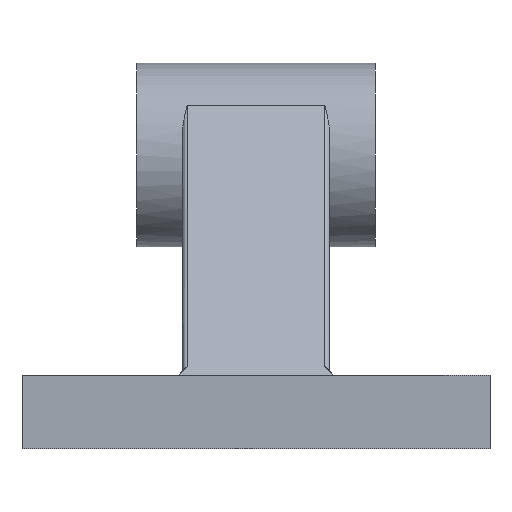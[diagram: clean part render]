
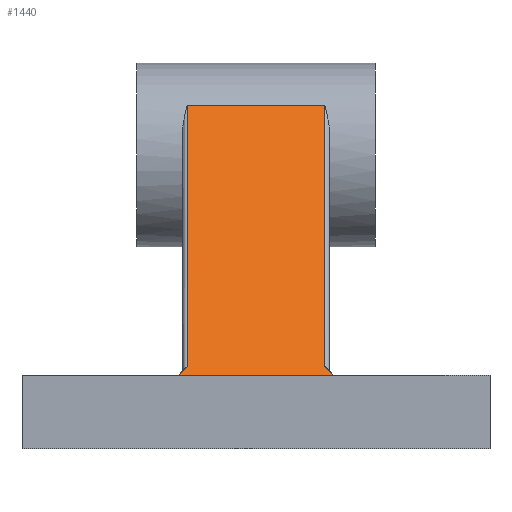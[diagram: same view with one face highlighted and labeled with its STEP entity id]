
A CAD part, left-side view. The second image highlights one B-rep face of the part: STEP entity #1440.
In plain terms, the highlighted planar face has unit normal (-0.839, 0, 0.544).
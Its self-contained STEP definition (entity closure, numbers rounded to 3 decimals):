
#15 = EDGE_CURVE ( 'NONE', #1022, #1380, #656, .T. ) ;
#35 = AXIS2_PLACEMENT_3D ( 'NONE', #829, #1292, #1207 ) ;
#44 = EDGE_CURVE ( 'NONE', #1022, #1322, #328, .T. ) ;
#66 = EDGE_CURVE ( 'NONE', #1253, #1380, #346, .T. ) ;
#74 = EDGE_CURVE ( 'NONE', #1018, #1071, #627, .T. ) ;
#123 = EDGE_CURVE ( 'NONE', #1322, #1018, #369, .T. ) ;
#141 = EDGE_CURVE ( 'NONE', #1071, #1253, #388, .T. ) ;
#296 = FACE_OUTER_BOUND ( 'NONE', #1512, .T. ) ;
#323 = VECTOR ( 'NONE', #950, 1000. ) ;
#328 = LINE ( 'NONE', #837, #330 ) ;
#330 = VECTOR ( 'NONE', #877, 1000. ) ;
#346 = LINE ( 'NONE', #954, #361 ) ;
#361 = VECTOR ( 'NONE', #814, 1000. ) ;
#369 = LINE ( 'NONE', #1317, #370 ) ;
#370 = VECTOR ( 'NONE', #1361, 1000. ) ;
#388 = LINE ( 'NONE', #1141, #390 ) ;
#390 = VECTOR ( 'NONE', #1147, 1000. ) ;
#512 = ORIENTED_EDGE ( 'NONE', *, *, #44, .T. ) ;
#514 = ORIENTED_EDGE ( 'NONE', *, *, #15, .F. ) ;
#515 = ORIENTED_EDGE ( 'NONE', *, *, #66, .T. ) ;
#518 = ORIENTED_EDGE ( 'NONE', *, *, #141, .T. ) ;
#534 = VECTOR ( 'NONE', #885, 1000. ) ;
#627 = LINE ( 'NONE', #1081, #323 ) ;
#656 = LINE ( 'NONE', #983, #534 ) ;
#690 = ORIENTED_EDGE ( 'NONE', *, *, #74, .T. ) ;
#693 = ORIENTED_EDGE ( 'NONE', *, *, #123, .T. ) ;
#814 = DIRECTION ( 'NONE',  ( 0.544, 0., 0.839 ) ) ;
#829 = CARTESIAN_POINT ( 'NONE',  ( 1.382, 33.5, 10.129 ) ) ;
#837 = CARTESIAN_POINT ( 'NONE',  ( 0.325, 33., 8.5 ) ) ;
#877 = DIRECTION ( 'NONE',  ( -0.544, 0., -0.839 ) ) ;
#885 = DIRECTION ( 'NONE',  ( 0., -1., 0. ) ) ;
#950 = DIRECTION ( 'NONE',  ( 0., -1., 0. ) ) ;
#954 = CARTESIAN_POINT ( 'NONE',  ( 1.382, 18., 10.129 ) ) ;
#983 = CARTESIAN_POINT ( 'NONE',  ( 19.112, 33.5, 37.445 ) ) ;
#1012 = CARTESIAN_POINT ( 'NONE',  ( 19.112, 18., 37.445 ) ) ;
#1018 = VERTEX_POINT ( 'NONE', #1408 ) ;
#1022 = VERTEX_POINT ( 'NONE', #1094 ) ;
#1071 = VERTEX_POINT ( 'NONE', #1166 ) ;
#1081 = CARTESIAN_POINT ( 'NONE',  ( 0., 33.5, 8. ) ) ;
#1094 = CARTESIAN_POINT ( 'NONE',  ( 19.112, 33., 37.445 ) ) ;
#1123 = CARTESIAN_POINT ( 'NONE',  ( 0.649, 18., 9. ) ) ;
#1141 = CARTESIAN_POINT ( 'NONE',  ( 5.234, 25.064, 16.064 ) ) ;
#1147 = DIRECTION ( 'NONE',  ( 0.417, 0.643, 0.643 ) ) ;
#1166 = CARTESIAN_POINT ( 'NONE',  ( 0., 17., 8. ) ) ;
#1199 = CARTESIAN_POINT ( 'NONE',  ( 0.649, 33., 9. ) ) ;
#1207 = DIRECTION ( 'NONE',  ( -0.544, 0., -0.839 ) ) ;
#1253 = VERTEX_POINT ( 'NONE', #1123 ) ;
#1292 = DIRECTION ( 'NONE',  ( 0.839, 0., -0.544 ) ) ;
#1317 = CARTESIAN_POINT ( 'NONE',  ( 0.945, 32.544, 9.456 ) ) ;
#1322 = VERTEX_POINT ( 'NONE', #1199 ) ;
#1351 = PLANE ( 'NONE',  #35 ) ;
#1361 = DIRECTION ( 'NONE',  ( -0.417, 0.643, -0.643 ) ) ;
#1380 = VERTEX_POINT ( 'NONE', #1012 ) ;
#1408 = CARTESIAN_POINT ( 'NONE',  ( 0., 34., 8. ) ) ;
#1440 = ADVANCED_FACE ( 'NONE', ( #296 ), #1351, .F. ) ;
#1512 = EDGE_LOOP ( 'NONE', ( #518, #515, #514, #512, #693, #690 ) ) ;
